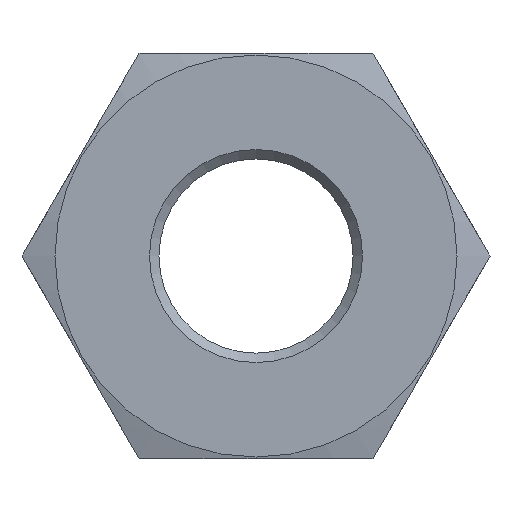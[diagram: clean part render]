
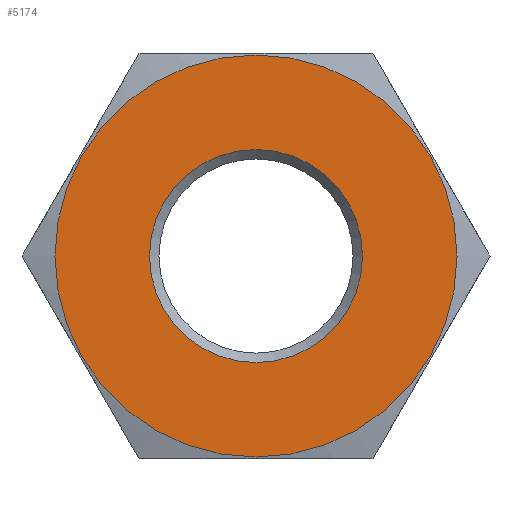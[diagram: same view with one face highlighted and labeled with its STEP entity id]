
A CAD part, left-side view. The second image highlights one B-rep face of the part: STEP entity #5174.
In plain terms, the highlighted planar face has unit normal (-1, 0, 0).
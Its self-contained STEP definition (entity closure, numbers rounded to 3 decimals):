
#163 = DIRECTION ( 'NONE',  ( 0., 0., 1. ) ) ;
#602 = CARTESIAN_POINT ( 'NONE',  ( 0., 0., 24.8 ) ) ;
#1834 = VERTEX_POINT ( 'NONE', #602 ) ;
#2723 = AXIS2_PLACEMENT_3D ( 'NONE', #15031, #7728, #163 ) ;
#3299 = FACE_OUTER_BOUND ( 'NONE', #14032, .T. ) ;
#3386 = PLANE ( 'NONE',  #8123 ) ;
#3930 = ORIENTED_EDGE ( 'NONE', *, *, #11476, .F. ) ;
#4539 = DIRECTION ( 'NONE',  ( 1., 0., 0. ) ) ;
#4876 = VERTEX_POINT ( 'NONE', #9611 ) ;
#5174 = ADVANCED_FACE ( 'NONE', ( #14635, #3299 ), #3386, .F. ) ;
#5272 = EDGE_CURVE ( 'NONE', #1834, #1834, #6319, .T. ) ;
#5511 = AXIS2_PLACEMENT_3D ( 'NONE', #15272, #12813, #13809 ) ;
#6319 = CIRCLE ( 'NONE', #5511, 24.8 ) ;
#7728 = DIRECTION ( 'NONE',  ( -1., 0., 0. ) ) ;
#8123 = AXIS2_PLACEMENT_3D ( 'NONE', #12097, #4539, #15842 ) ;
#9611 = CARTESIAN_POINT ( 'NONE',  ( 0., 0., 13.139 ) ) ;
#9783 = CIRCLE ( 'NONE', #2723, 13.139 ) ;
#11476 = EDGE_CURVE ( 'NONE', #4876, #4876, #9783, .T. ) ;
#12097 = CARTESIAN_POINT ( 'NONE',  ( 0., 30.5, 0. ) ) ;
#12813 = DIRECTION ( 'NONE',  ( -1., 0., 0. ) ) ;
#13137 = ORIENTED_EDGE ( 'NONE', *, *, #5272, .T. ) ;
#13809 = DIRECTION ( 'NONE',  ( 0., 0., 1. ) ) ;
#14032 = EDGE_LOOP ( 'NONE', ( #13137 ) ) ;
#14635 = FACE_BOUND ( 'NONE', #15069, .T. ) ;
#15031 = CARTESIAN_POINT ( 'NONE',  ( 0., 0., 0. ) ) ;
#15069 = EDGE_LOOP ( 'NONE', ( #3930 ) ) ;
#15272 = CARTESIAN_POINT ( 'NONE',  ( 0., 0., 0. ) ) ;
#15842 = DIRECTION ( 'NONE',  ( 0., 0., -1. ) ) ;
